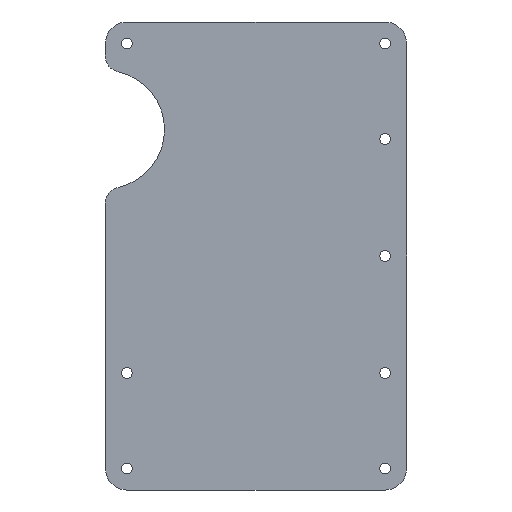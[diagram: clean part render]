
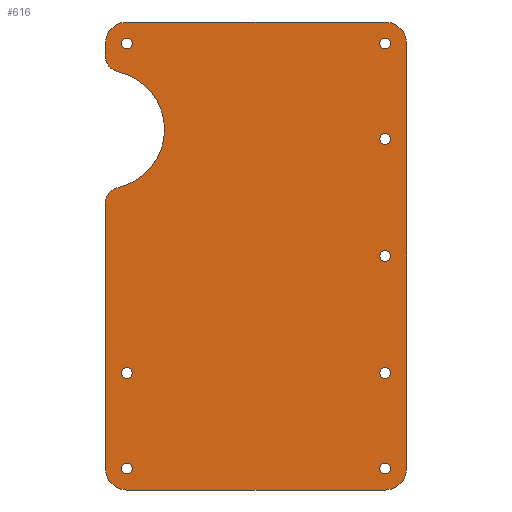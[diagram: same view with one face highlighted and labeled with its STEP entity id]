
A CAD part, left-side view. The second image highlights one B-rep face of the part: STEP entity #616.
In plain terms, the highlighted planar face has unit normal (-1, 0, 0).
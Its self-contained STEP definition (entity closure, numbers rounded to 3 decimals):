
#23=FACE_BOUND('',#165,.T.);
#24=FACE_BOUND('',#166,.T.);
#25=FACE_BOUND('',#167,.T.);
#26=FACE_BOUND('',#168,.T.);
#27=FACE_BOUND('',#169,.T.);
#28=FACE_BOUND('',#170,.T.);
#29=FACE_BOUND('',#171,.T.);
#30=FACE_BOUND('',#172,.T.);
#52=CIRCLE('',#659,3.);
#53=CIRCLE('',#662,4.);
#54=CIRCLE('',#665,4.);
#63=CIRCLE('',#677,3.);
#64=CIRCLE('',#679,11.);
#65=CIRCLE('',#682,1.);
#66=CIRCLE('',#684,1.);
#67=CIRCLE('',#686,1.);
#68=CIRCLE('',#688,1.);
#69=CIRCLE('',#690,1.);
#70=CIRCLE('',#692,1.);
#71=CIRCLE('',#694,1.);
#72=CIRCLE('',#696,1.);
#73=CIRCLE('',#698,4.);
#74=CIRCLE('',#701,4.);
#122=FACE_OUTER_BOUND('',#164,.T.);
#164=EDGE_LOOP('',(#548,#549,#550,#551,#552,#553,#554,#555,#556,#557,#558,
#559));
#165=EDGE_LOOP('',(#560));
#166=EDGE_LOOP('',(#561));
#167=EDGE_LOOP('',(#562));
#168=EDGE_LOOP('',(#563));
#169=EDGE_LOOP('',(#564));
#170=EDGE_LOOP('',(#565));
#171=EDGE_LOOP('',(#566));
#172=EDGE_LOOP('',(#567));
#199=LINE('',#976,#246);
#202=LINE('',#984,#249);
#205=LINE('',#992,#252);
#208=LINE('',#1020,#255);
#219=LINE('',#1060,#266);
#246=VECTOR('',#788,10.);
#249=VECTOR('',#797,10.);
#252=VECTOR('',#806,10.);
#255=VECTOR('',#837,10.);
#266=VECTOR('',#886,10.);
#292=VERTEX_POINT('',#968);
#293=VERTEX_POINT('',#970);
#294=VERTEX_POINT('',#974);
#295=VERTEX_POINT('',#978);
#296=VERTEX_POINT('',#982);
#297=VERTEX_POINT('',#986);
#298=VERTEX_POINT('',#990);
#307=VERTEX_POINT('',#1011);
#308=VERTEX_POINT('',#1013);
#309=VERTEX_POINT('',#1019);
#310=VERTEX_POINT('',#1023);
#311=VERTEX_POINT('',#1027);
#312=VERTEX_POINT('',#1031);
#313=VERTEX_POINT('',#1035);
#314=VERTEX_POINT('',#1039);
#315=VERTEX_POINT('',#1043);
#316=VERTEX_POINT('',#1047);
#317=VERTEX_POINT('',#1051);
#318=VERTEX_POINT('',#1055);
#319=VERTEX_POINT('',#1059);
#357=EDGE_CURVE('',#292,#293,#52,.T.);
#360=EDGE_CURVE('',#294,#292,#199,.T.);
#362=EDGE_CURVE('',#295,#294,#53,.T.);
#364=EDGE_CURVE('',#296,#295,#202,.T.);
#366=EDGE_CURVE('',#297,#296,#54,.T.);
#368=EDGE_CURVE('',#298,#297,#205,.T.);
#378=EDGE_CURVE('',#307,#308,#63,.T.);
#380=EDGE_CURVE('',#307,#293,#64,.T.);
#381=EDGE_CURVE('',#308,#309,#208,.T.);
#384=EDGE_CURVE('',#310,#310,#65,.T.);
#386=EDGE_CURVE('',#311,#311,#66,.T.);
#388=EDGE_CURVE('',#312,#312,#67,.T.);
#390=EDGE_CURVE('',#313,#313,#68,.T.);
#392=EDGE_CURVE('',#314,#314,#69,.T.);
#394=EDGE_CURVE('',#315,#315,#70,.T.);
#396=EDGE_CURVE('',#316,#316,#71,.T.);
#398=EDGE_CURVE('',#317,#317,#72,.T.);
#399=EDGE_CURVE('',#309,#318,#73,.T.);
#401=EDGE_CURVE('',#318,#319,#219,.T.);
#403=EDGE_CURVE('',#319,#298,#74,.T.);
#548=ORIENTED_EDGE('',*,*,#378,.F.);
#549=ORIENTED_EDGE('',*,*,#380,.T.);
#550=ORIENTED_EDGE('',*,*,#357,.F.);
#551=ORIENTED_EDGE('',*,*,#360,.F.);
#552=ORIENTED_EDGE('',*,*,#362,.F.);
#553=ORIENTED_EDGE('',*,*,#364,.F.);
#554=ORIENTED_EDGE('',*,*,#366,.F.);
#555=ORIENTED_EDGE('',*,*,#368,.F.);
#556=ORIENTED_EDGE('',*,*,#403,.F.);
#557=ORIENTED_EDGE('',*,*,#401,.F.);
#558=ORIENTED_EDGE('',*,*,#399,.F.);
#559=ORIENTED_EDGE('',*,*,#381,.F.);
#560=ORIENTED_EDGE('',*,*,#392,.F.);
#561=ORIENTED_EDGE('',*,*,#396,.F.);
#562=ORIENTED_EDGE('',*,*,#386,.F.);
#563=ORIENTED_EDGE('',*,*,#384,.F.);
#564=ORIENTED_EDGE('',*,*,#390,.F.);
#565=ORIENTED_EDGE('',*,*,#388,.F.);
#566=ORIENTED_EDGE('',*,*,#398,.F.);
#567=ORIENTED_EDGE('',*,*,#394,.F.);
#583=PLANE('',#700);
#616=ADVANCED_FACE('',(#122,#23,#24,#25,#26,#27,#28,#29,#30),#583,.F.);
#659=AXIS2_PLACEMENT_3D('',#971,#782,#783);
#662=AXIS2_PLACEMENT_3D('',#980,#792,#793);
#665=AXIS2_PLACEMENT_3D('',#988,#801,#802);
#677=AXIS2_PLACEMENT_3D('',#1014,#828,#829);
#679=AXIS2_PLACEMENT_3D('',#1017,#833,#834);
#682=AXIS2_PLACEMENT_3D('',#1025,#842,#843);
#684=AXIS2_PLACEMENT_3D('',#1029,#847,#848);
#686=AXIS2_PLACEMENT_3D('',#1033,#852,#853);
#688=AXIS2_PLACEMENT_3D('',#1037,#857,#858);
#690=AXIS2_PLACEMENT_3D('',#1041,#862,#863);
#692=AXIS2_PLACEMENT_3D('',#1045,#867,#868);
#694=AXIS2_PLACEMENT_3D('',#1049,#872,#873);
#696=AXIS2_PLACEMENT_3D('',#1053,#877,#878);
#698=AXIS2_PLACEMENT_3D('',#1056,#881,#882);
#700=AXIS2_PLACEMENT_3D('',#1062,#888,#889);
#701=AXIS2_PLACEMENT_3D('',#1063,#890,#891);
#782=DIRECTION('center_axis',(1.,0.,0.));
#783=DIRECTION('ref_axis',(0.,0.779,0.627));
#788=DIRECTION('',(0.,0.,1.));
#792=DIRECTION('center_axis',(1.,0.,0.));
#793=DIRECTION('ref_axis',(0.,0.707,-0.707));
#797=DIRECTION('',(0.,1.,0.));
#801=DIRECTION('center_axis',(1.,0.,0.));
#802=DIRECTION('ref_axis',(0.,-0.707,-0.707));
#806=DIRECTION('',(0.,0.,-1.));
#828=DIRECTION('center_axis',(1.,0.,0.));
#829=DIRECTION('ref_axis',(0.,0.779,-0.627));
#833=DIRECTION('center_axis',(1.,0.,0.));
#834=DIRECTION('ref_axis',(0.,0.,-1.));
#837=DIRECTION('',(0.,0.,1.));
#842=DIRECTION('center_axis',(-1.,0.,0.));
#843=DIRECTION('ref_axis',(0.,1.,0.));
#847=DIRECTION('center_axis',(-1.,0.,0.));
#848=DIRECTION('ref_axis',(0.,1.,0.));
#852=DIRECTION('center_axis',(-1.,0.,0.));
#853=DIRECTION('ref_axis',(0.,1.,0.));
#857=DIRECTION('center_axis',(-1.,0.,0.));
#858=DIRECTION('ref_axis',(0.,1.,0.));
#862=DIRECTION('center_axis',(-1.,0.,0.));
#863=DIRECTION('ref_axis',(0.,1.,0.));
#867=DIRECTION('center_axis',(-1.,0.,0.));
#868=DIRECTION('ref_axis',(0.,1.,0.));
#872=DIRECTION('center_axis',(-1.,0.,0.));
#873=DIRECTION('ref_axis',(0.,1.,0.));
#877=DIRECTION('center_axis',(-1.,0.,0.));
#878=DIRECTION('ref_axis',(0.,1.,0.));
#881=DIRECTION('center_axis',(1.,0.,0.));
#882=DIRECTION('ref_axis',(0.,0.707,0.707));
#886=DIRECTION('',(0.,-1.,0.));
#888=DIRECTION('center_axis',(1.,0.,0.));
#889=DIRECTION('ref_axis',(0.,1.,0.));
#890=DIRECTION('center_axis',(1.,0.,0.));
#891=DIRECTION('ref_axis',(0.,-0.707,0.707));
#968=CARTESIAN_POINT('',(0.,56.,53.325));
#970=CARTESIAN_POINT('',(0.,53.643,56.256));
#971=CARTESIAN_POINT('Origin',(0.,53.,53.325));
#974=CARTESIAN_POINT('',(0.,56.,4.));
#976=CARTESIAN_POINT('',(0.,56.,0.));
#978=CARTESIAN_POINT('',(0.,52.,0.));
#980=CARTESIAN_POINT('Origin',(0.,52.,4.));
#982=CARTESIAN_POINT('',(0.,4.,0.));
#984=CARTESIAN_POINT('',(0.,0.,0.));
#986=CARTESIAN_POINT('',(0.,0.,4.));
#988=CARTESIAN_POINT('Origin',(0.,4.,4.));
#990=CARTESIAN_POINT('',(0.,0.,83.));
#992=CARTESIAN_POINT('',(0.,0.,87.));
#1011=CARTESIAN_POINT('',(0.,53.643,77.744));
#1013=CARTESIAN_POINT('',(0.,56.,80.675));
#1014=CARTESIAN_POINT('Origin',(0.,53.,80.675));
#1017=CARTESIAN_POINT('Origin',(0.,56.,67.));
#1019=CARTESIAN_POINT('',(0.,56.,83.));
#1020=CARTESIAN_POINT('',(0.,56.,0.));
#1023=CARTESIAN_POINT('',(0.,51.,83.));
#1025=CARTESIAN_POINT('Origin',(0.,52.,83.));
#1027=CARTESIAN_POINT('',(0.,3.,83.));
#1029=CARTESIAN_POINT('Origin',(0.,4.,83.));
#1031=CARTESIAN_POINT('',(0.,3.,65.25));
#1033=CARTESIAN_POINT('Origin',(0.,4.,65.25));
#1035=CARTESIAN_POINT('',(0.,3.,43.5));
#1037=CARTESIAN_POINT('Origin',(0.,4.,43.5));
#1039=CARTESIAN_POINT('',(0.,3.,21.75));
#1041=CARTESIAN_POINT('Origin',(0.,4.,21.75));
#1043=CARTESIAN_POINT('',(0.,3.,4.));
#1045=CARTESIAN_POINT('Origin',(0.,4.,4.));
#1047=CARTESIAN_POINT('',(0.,51.,21.75));
#1049=CARTESIAN_POINT('Origin',(0.,52.,21.75));
#1051=CARTESIAN_POINT('',(0.,51.,4.));
#1053=CARTESIAN_POINT('Origin',(0.,52.,4.));
#1055=CARTESIAN_POINT('',(0.,52.,87.));
#1056=CARTESIAN_POINT('Origin',(0.,52.,83.));
#1059=CARTESIAN_POINT('',(0.,4.,87.));
#1060=CARTESIAN_POINT('',(0.,56.,87.));
#1062=CARTESIAN_POINT('Origin',(0.,28.,43.5));
#1063=CARTESIAN_POINT('Origin',(0.,4.,83.));
